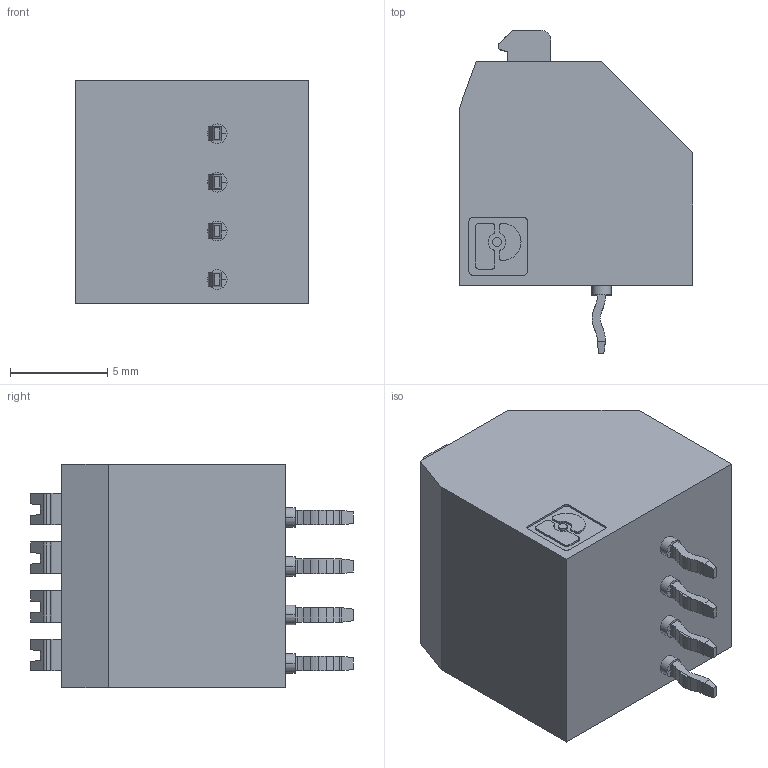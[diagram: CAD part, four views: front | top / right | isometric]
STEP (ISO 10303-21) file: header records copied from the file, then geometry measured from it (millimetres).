
FILE_DESCRIPTION(('SolidDesigner STEP Export'),'2;1');
FILE_NAME('ptsa0.5-4-2.5-f.stp','2004-03-12T 9:49:37',(''),(''),'OneSpaceDesigner STEP processor Version: 9.0 (March 2001)for AP214(CD)(Solid Model)','CoCreate OneSpaceDesigner: 11.50A 18-Jul-2002(C) CoCreate Software GmbH','');
FILE_SCHEMA(('AUTOMOTIVE_DESIGN_CC2 {1 2 10303 214 -1 1 5 1}'));
Length unit declared in the file: millimetre
Products named in the file (2): ptsa0.5-4-2.5-f
Assembly tree (1 placements, depth 2):
  ptsa0.5-4-2.5-f
    ptsa0.5-4-2.5-f
Bounding box: 12 x 16.6 x 11.5 mm (x, y, z)
Volume: 1351.4 mm3; surface area: 1043.9 mm2
Topology: 1 solids, 1 shells, 335 faces, 912 edges, 591 vertices
Faces by surface type: plane 229, cylinder 98, cone 8
Entity records: 13496 total; most frequent: CARTESIAN_POINT 2493, ORIENTED_EDGE 1824, DIRECTION 1632, EDGE_CURVE 912, VECTOR 652, LINE 652, VERTEX_POINT 591, AXIS2_PLACEMENT_3D 490
